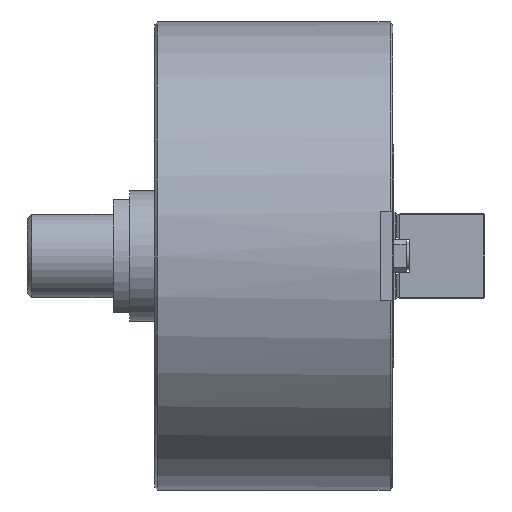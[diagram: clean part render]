
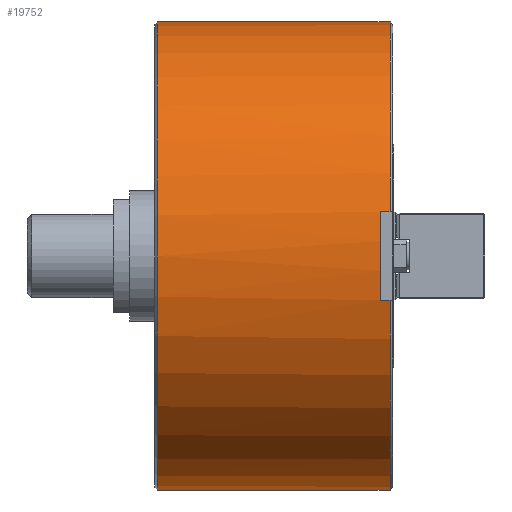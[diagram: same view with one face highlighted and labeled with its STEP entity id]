
A CAD part, front view. The second image highlights one B-rep face of the part: STEP entity #19752.
In plain terms, the highlighted cylindrical face has radius 84.5 mm (diameter 169 mm), a full revolution.
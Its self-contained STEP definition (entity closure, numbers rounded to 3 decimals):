
#200=B_SPLINE_CURVE_WITH_KNOTS('',3,(#28858,#28859,#28860,#28861,#28862,
#28863,#28864,#28865,#28866,#28867,#28868,#28869,#28870,#28871,#28872,#28873,
#28874,#28875,#28876,#28877,#28878,#28879),.UNSPECIFIED.,.T.,.F.,(1,1,1,
1,1,1,1,1,1,1,1,1,1,1,1,1,1,1,1,1,1,1,1,1,1,1),(-0.007,-0.005,
-0.002,0.,0.005,0.009,0.014,
0.018,0.023,0.027,0.032,
0.036,0.041,0.045,0.05,
0.052,0.054,0.059,0.063,
0.066,0.068,0.07,0.072,
0.077,0.082,0.086),.UNSPECIFIED.);
#236=CYLINDRICAL_SURFACE('',#21181,84.5);
#465=LINE('',#28883,#2582);
#466=LINE('',#28888,#2583);
#467=LINE('',#28892,#2584);
#468=LINE('',#28896,#2585);
#469=LINE('',#28900,#2586);
#470=LINE('',#28904,#2587);
#2582=VECTOR('',#23068,1000.);
#2583=VECTOR('',#23071,1000.);
#2584=VECTOR('',#23074,1000.);
#2585=VECTOR('',#23077,1000.);
#2586=VECTOR('',#23080,1000.);
#2587=VECTOR('',#23083,1000.);
#4723=ORIENTED_EDGE('',*,*,#10262,.F.);
#4724=ORIENTED_EDGE('',*,*,#10263,.T.);
#4725=ORIENTED_EDGE('',*,*,#10264,.F.);
#4726=ORIENTED_EDGE('',*,*,#10265,.T.);
#4727=ORIENTED_EDGE('',*,*,#10266,.T.);
#4728=ORIENTED_EDGE('',*,*,#10267,.T.);
#4729=ORIENTED_EDGE('',*,*,#10268,.F.);
#4730=ORIENTED_EDGE('',*,*,#10269,.F.);
#4731=ORIENTED_EDGE('',*,*,#10270,.F.);
#4732=ORIENTED_EDGE('',*,*,#10271,.T.);
#4733=ORIENTED_EDGE('',*,*,#10272,.T.);
#4734=ORIENTED_EDGE('',*,*,#10273,.T.);
#4735=ORIENTED_EDGE('',*,*,#10274,.T.);
#4736=ORIENTED_EDGE('',*,*,#10275,.F.);
#10262=EDGE_CURVE('',#13028,#13028,#200,.T.);
#10263=EDGE_CURVE('',#13029,#13029,#15003,.T.);
#10264=EDGE_CURVE('',#13030,#13031,#465,.T.);
#10265=EDGE_CURVE('',#13030,#13032,#15004,.F.);
#10266=EDGE_CURVE('',#13032,#13033,#466,.T.);
#10267=EDGE_CURVE('',#13033,#13034,#15005,.T.);
#10268=EDGE_CURVE('',#13035,#13034,#467,.T.);
#10269=EDGE_CURVE('',#13036,#13035,#15006,.F.);
#10270=EDGE_CURVE('',#13037,#13036,#468,.T.);
#10271=EDGE_CURVE('',#13037,#13038,#15007,.F.);
#10272=EDGE_CURVE('',#13038,#13039,#469,.T.);
#10273=EDGE_CURVE('',#13039,#13040,#15008,.F.);
#10274=EDGE_CURVE('',#13040,#13041,#470,.T.);
#10275=EDGE_CURVE('',#13031,#13041,#15009,.T.);
#13028=VERTEX_POINT('',#28880);
#13029=VERTEX_POINT('',#28882);
#13030=VERTEX_POINT('',#28884);
#13031=VERTEX_POINT('',#28885);
#13032=VERTEX_POINT('',#28887);
#13033=VERTEX_POINT('',#28889);
#13034=VERTEX_POINT('',#28891);
#13035=VERTEX_POINT('',#28893);
#13036=VERTEX_POINT('',#28895);
#13037=VERTEX_POINT('',#28897);
#13038=VERTEX_POINT('',#28899);
#13039=VERTEX_POINT('',#28901);
#13040=VERTEX_POINT('',#28903);
#13041=VERTEX_POINT('',#28905);
#15003=CIRCLE('',#21182,84.5);
#15004=CIRCLE('',#21183,84.5);
#15005=CIRCLE('',#21184,84.5);
#15006=CIRCLE('',#21185,84.5);
#15007=CIRCLE('',#21186,84.5);
#15008=CIRCLE('',#21187,84.5);
#15009=CIRCLE('',#21188,84.5);
#15614=EDGE_LOOP('',(#4723));
#15615=EDGE_LOOP('',(#4724));
#15616=EDGE_LOOP('',(#4725,#4726,#4727,#4728,#4729,#4730,#4731,#4732,#4733,
#4734,#4735,#4736));
#17224=FACE_BOUND('',#15614,.T.);
#17225=FACE_BOUND('',#15615,.T.);
#17226=FACE_BOUND('',#15616,.T.);
#19752=ADVANCED_FACE('',(#17224,#17225,#17226),#236,.T.);
#21181=AXIS2_PLACEMENT_3D('',#28857,#23064,#23065);
#21182=AXIS2_PLACEMENT_3D('',#28881,#23066,#23067);
#21183=AXIS2_PLACEMENT_3D('',#28886,#23069,#23070);
#21184=AXIS2_PLACEMENT_3D('',#28890,#23072,#23073);
#21185=AXIS2_PLACEMENT_3D('',#28894,#23075,#23076);
#21186=AXIS2_PLACEMENT_3D('',#28898,#23078,#23079);
#21187=AXIS2_PLACEMENT_3D('',#28902,#23081,#23082);
#21188=AXIS2_PLACEMENT_3D('',#28906,#23084,#23085);
#23064=DIRECTION('',(1.,0.,0.));
#23065=DIRECTION('',(0.,0.,-1.));
#23066=DIRECTION('',(1.,0.,0.));
#23067=DIRECTION('',(0.,0.,-1.));
#23068=DIRECTION('',(1.,0.,0.));
#23069=DIRECTION('',(1.,0.,0.));
#23070=DIRECTION('',(0.,0.,-1.));
#23071=DIRECTION('',(1.,0.,0.));
#23072=DIRECTION('',(-1.,0.,0.));
#23073=DIRECTION('',(0.,0.,1.));
#23074=DIRECTION('',(1.,0.,0.));
#23075=DIRECTION('',(1.,0.,0.));
#23076=DIRECTION('',(0.,0.,-1.));
#23077=DIRECTION('',(1.,0.,0.));
#23078=DIRECTION('',(1.,0.,0.));
#23079=DIRECTION('',(0.,0.,-1.));
#23080=DIRECTION('',(1.,0.,0.));
#23081=DIRECTION('',(-1.,0.,0.));
#23082=DIRECTION('',(0.,0.,1.));
#23083=DIRECTION('',(1.,0.,0.));
#23084=DIRECTION('',(1.,0.,0.));
#23085=DIRECTION('',(0.,0.,-1.));
#28857=CARTESIAN_POINT('',(7.803,0.,0.));
#28858=CARTESIAN_POINT('',(-41.116,49.396,-68.571));
#28859=CARTESIAN_POINT('',(-40.886,46.869,-70.34));
#28860=CARTESIAN_POINT('',(-41.446,43.696,-72.37));
#28861=CARTESIAN_POINT('',(-43.642,40.098,-74.41));
#28862=CARTESIAN_POINT('',(-47.324,37.508,-75.726));
#28863=CARTESIAN_POINT('',(-51.95,36.665,-76.129));
#28864=CARTESIAN_POINT('',(-56.475,37.884,-75.543));
#28865=CARTESIAN_POINT('',(-59.913,40.748,-74.059));
#28866=CARTESIAN_POINT('',(-61.802,44.436,-71.92));
#28867=CARTESIAN_POINT('',(-62.194,48.304,-69.384));
#28868=CARTESIAN_POINT('',(-61.253,51.948,-66.694));
#28869=CARTESIAN_POINT('',(-59.086,55.107,-64.095));
#28870=CARTESIAN_POINT('',(-56.225,57.076,-62.318));
#28871=CARTESIAN_POINT('',(-53.349,57.92,-61.527));
#28872=CARTESIAN_POINT('',(-50.252,58.128,-61.329));
#28873=CARTESIAN_POINT('',(-46.539,57.088,-62.318));
#28874=CARTESIAN_POINT('',(-43.901,54.938,-64.227));
#28875=CARTESIAN_POINT('',(-42.423,52.89,-65.912));
#28876=CARTESIAN_POINT('',(-41.608,51.181,-67.249));
#28877=CARTESIAN_POINT('',(-41.116,49.396,-68.571));
#28878=CARTESIAN_POINT('',(-40.886,46.869,-70.34));
#28879=CARTESIAN_POINT('',(-41.446,43.696,-72.37));
#28880=CARTESIAN_POINT('',(-41.,47.5,-69.886));
#28881=CARTESIAN_POINT('',(-85.,0.,0.));
#28882=CARTESIAN_POINT('',(-85.,0.,-84.5));
#28883=CARTESIAN_POINT('',(7.803,-82.971,-16.));
#28884=CARTESIAN_POINT('',(-4.5,-82.971,-16.));
#28885=CARTESIAN_POINT('',(-1.,-82.971,-16.));
#28886=CARTESIAN_POINT('',(-4.5,0.,0.));
#28887=CARTESIAN_POINT('',(-4.5,-82.971,16.));
#28888=CARTESIAN_POINT('',(7.803,-82.971,16.));
#28889=CARTESIAN_POINT('',(-1.,-82.971,16.));
#28890=CARTESIAN_POINT('',(-1.,0.,0.));
#28891=CARTESIAN_POINT('',(-1.,82.971,16.));
#28892=CARTESIAN_POINT('',(7.803,82.971,16.));
#28893=CARTESIAN_POINT('',(-14.,82.971,16.));
#28894=CARTESIAN_POINT('',(-14.,0.,0.));
#28895=CARTESIAN_POINT('',(-14.,80.639,25.25));
#28896=CARTESIAN_POINT('',(7.803,80.639,25.25));
#28897=CARTESIAN_POINT('',(-28.,80.639,25.25));
#28898=CARTESIAN_POINT('',(-28.,0.,0.));
#28899=CARTESIAN_POINT('',(-28.,80.639,-25.25));
#28900=CARTESIAN_POINT('',(7.803,80.639,-25.25));
#28901=CARTESIAN_POINT('',(-14.,80.639,-25.25));
#28902=CARTESIAN_POINT('',(-14.,0.,0.));
#28903=CARTESIAN_POINT('',(-14.,82.971,-16.));
#28904=CARTESIAN_POINT('',(7.803,82.971,-16.));
#28905=CARTESIAN_POINT('',(-1.,82.971,-16.));
#28906=CARTESIAN_POINT('',(-1.,0.,0.));
